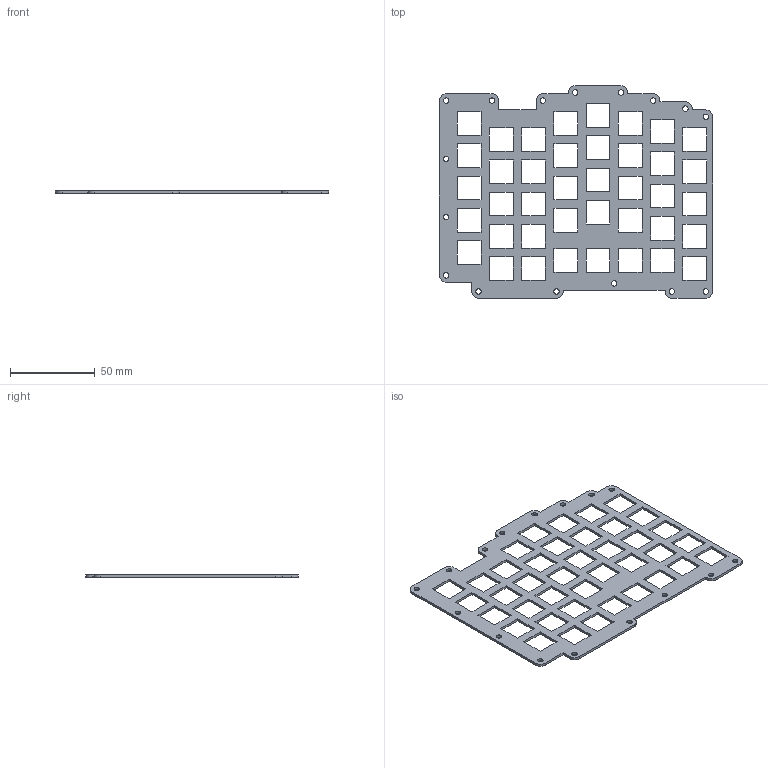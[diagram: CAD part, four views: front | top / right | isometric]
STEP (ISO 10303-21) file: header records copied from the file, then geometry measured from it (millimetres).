
FILE_DESCRIPTION(/* description */ (''),/* implementation_level */ '2;1');
FILE_NAME(/* name */ 'Keys.step',/* time_stamp */ '2022-03-12T12:33:31+01:00',/* author */ (''),/* organization */ (''),/* preprocessor_version */ 'ST-DEVELOPER v18.1',/* originating_system */ 'Autodesk Translation Framework v10.13.0.1454',/* authorisation */ '');
FILE_SCHEMA (('AUTOMOTIVE_DESIGN { 1 0 10303 214 3 1 1 }'));
Length unit declared in the file: millimetre
Products named in the file (1): SplittoDogu
Bounding box: 161 x 125.25 x 1.5 mm (x, y, z)
Volume: 16012 mm3; surface area: 25818.7 mm2
Topology: 1 solids, 1 shells, 213 faces, 633 edges, 422 vertices
Faces by surface type: plane 184, cylinder 29
Full cylindrical faces by diameter (mm): 3.2 x16
Entity records: 7302 total; most frequent: CARTESIAN_POINT 1269, ORIENTED_EDGE 1266, DIRECTION 1119, EDGE_CURVE 633, LINE 575, VECTOR 575, VERTEX_POINT 422, EDGE_LOOP 325
